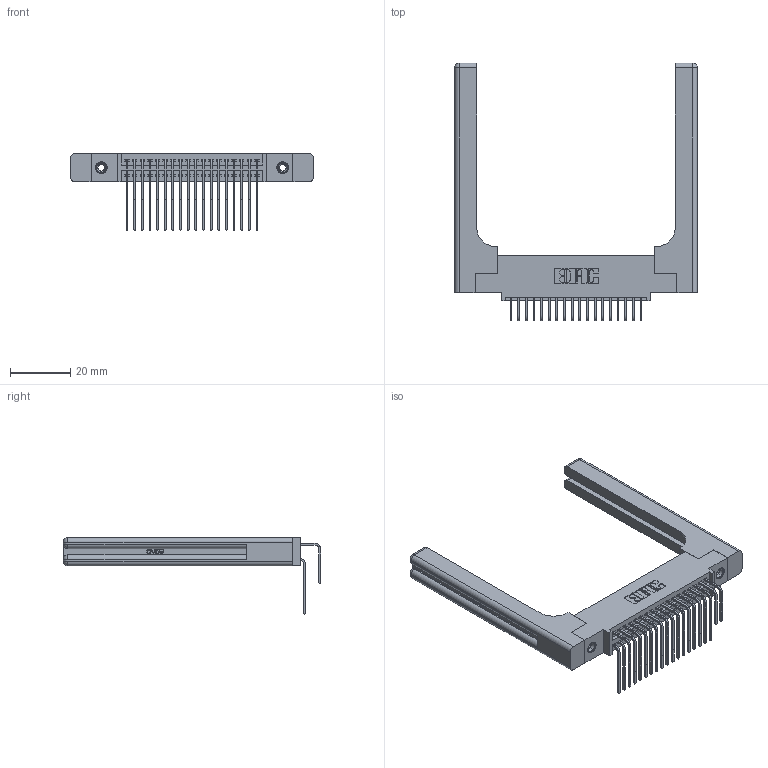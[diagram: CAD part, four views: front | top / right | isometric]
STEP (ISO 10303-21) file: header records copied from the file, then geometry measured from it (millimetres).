
FILE_DESCRIPTION (( 'STEP AP203' ), '1' );
FILE_NAME ('345-036-558-558.STEP', '2019-10-28T13:01:17', ( '' ), ( '' ), 'SwSTEP 2.0', 'SolidWorks 2016', '' );
FILE_SCHEMA (( 'CONFIG_CONTROL_DESIGN' ));
Length unit declared in the file: inch
Products named in the file (6): 345-036-558-558; 345-292-001_558 Tail - 2; 345-220-058_345-220-058; 345-292-001_558 559 Tail - 1; 345 Part_0.110 Offset - 0.156 Dia-TH; 345-250-001_345-250-001-102
Assembly tree (41 placements, depth 2):
  345-036-558-558
    345 Part_0.110 Offset - 0.156 Dia-TH
    345-292-001_558 559 Tail - 1  x18
    345-292-001_558 Tail - 2  x18
    345-250-001_345-250-001-102  x2
    345-220-058_345-220-058  x2
Bounding box: 80.75 x 85.59 x 25.53 mm (x, y, z)
Volume: 16230.5 mm3; surface area: 17127.1 mm2
Topology: 41 solids, 41 shells, 2258 faces, 6599 edges, 4330 vertices
Faces by surface type: plane 1492, cylinder 706, bspline 36, cone 12, sphere 8, torus 4
Entity records: 24320 total; most frequent: CARTESIAN_POINT 5140, ORIENTED_EDGE 3820, DIRECTION 3466, EDGE_CURVE 1910, VECTOR 1574, LINE 1574, VERTEX_POINT 1262, AXIS2_PLACEMENT_3D 946
